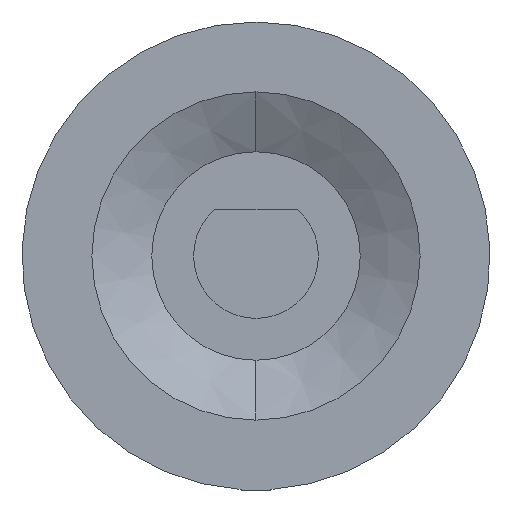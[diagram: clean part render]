
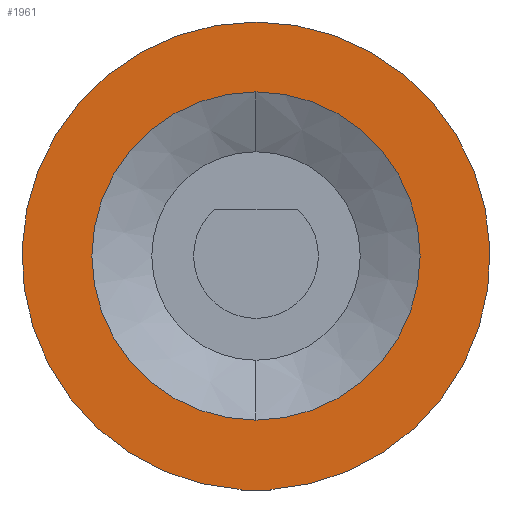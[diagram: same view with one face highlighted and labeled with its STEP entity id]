
A CAD part, front view. The second image highlights one B-rep face of the part: STEP entity #1961.
In plain terms, the highlighted planar face has unit normal (0, -1, 0).
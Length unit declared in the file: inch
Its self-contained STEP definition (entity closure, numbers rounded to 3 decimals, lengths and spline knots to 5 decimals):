
#1371 = EDGE_CURVE ( 'NONE', #1372, #1373, #2566, .T. ) ;
#1372 = VERTEX_POINT ( 'NONE', #2557 ) ;
#1373 = VERTEX_POINT ( 'NONE', #2556 ) ;
#1415 = EDGE_CURVE ( 'NONE', #1416, #1417, #2681, .T. ) ;
#1416 = VERTEX_POINT ( 'NONE', #2768 ) ;
#1417 = VERTEX_POINT ( 'NONE', #2767 ) ;
#1534 = ORIENTED_EDGE ( 'NONE', *, *, #1535, .F. ) ;
#1535 = EDGE_CURVE ( 'NONE', #1417, #1965, #2894, .T. ) ;
#1536 = ORIENTED_EDGE ( 'NONE', *, *, #1415, .F. ) ;
#1537 = ORIENTED_EDGE ( 'NONE', *, *, #1940, .T. ) ;
#1940 = EDGE_CURVE ( 'NONE', #1416, #1941, #4034, .T. ) ;
#1941 = VERTEX_POINT ( 'NONE', #4132 ) ;
#1942 = ORIENTED_EDGE ( 'NONE', *, *, #1943, .F. ) ;
#1943 = EDGE_CURVE ( 'NONE', #1966, #1941, #4130, .T. ) ;
#1944 = EDGE_LOOP ( 'NONE', ( #1945, #1946 ) ) ;
#1945 = ORIENTED_EDGE ( 'NONE', *, *, #1958, .T. ) ;
#1946 = ORIENTED_EDGE ( 'NONE', *, *, #1371, .T. ) ;
#1958 = EDGE_CURVE ( 'NONE', #1373, #1372, #4073, .T. ) ;
#1961 = ADVANCED_FACE ( 'NONE', ( #4069, #4068 ), #4195, .F. ) ;
#1962 = EDGE_LOOP ( 'NONE', ( #1963, #1534, #1536, #1537, #1942 ) ) ;
#1963 = ORIENTED_EDGE ( 'NONE', *, *, #1964, .F. ) ;
#1964 = EDGE_CURVE ( 'NONE', #1965, #1966, #4190, .T. ) ;
#1965 = VERTEX_POINT ( 'NONE', #4186 ) ;
#1966 = VERTEX_POINT ( 'NONE', #4185 ) ;
#2556 = CARTESIAN_POINT ( 'NONE',  ( 0., 0., 0.32875 ) ) ;
#2557 = CARTESIAN_POINT ( 'NONE',  ( 0., 0., -0.32875 ) ) ;
#2558 = DIRECTION ( 'NONE',  ( 0., 0., 1. ) ) ;
#2559 = DIRECTION ( 'NONE',  ( 0., 1., 0. ) ) ;
#2560 = CARTESIAN_POINT ( 'NONE',  ( 0., 0., 0. ) ) ;
#2561 = AXIS2_PLACEMENT_3D ( 'NONE', #2560, #2559, #2558 ) ;
#2566 = CIRCLE ( 'NONE', #2561, 0.32875 ) ;
#2681 = CIRCLE ( 'NONE', #2772, 0.46875 ) ;
#2767 = CARTESIAN_POINT ( 'NONE',  ( 0., 0., 0.46875 ) ) ;
#2768 = CARTESIAN_POINT ( 'NONE',  ( -0.03, 0., -0.46779 ) ) ;
#2769 = DIRECTION ( 'NONE',  ( 0., 0., 1. ) ) ;
#2770 = DIRECTION ( 'NONE',  ( 0., 1., 0. ) ) ;
#2771 = CARTESIAN_POINT ( 'NONE',  ( 0., 0., 0. ) ) ;
#2772 = AXIS2_PLACEMENT_3D ( 'NONE', #2771, #2770, #2769 ) ;
#2891 = DIRECTION ( 'NONE',  ( 0., 0., 1. ) ) ;
#2892 = DIRECTION ( 'NONE',  ( 0., 1., 0. ) ) ;
#2893 = AXIS2_PLACEMENT_3D ( 'NONE', #2899, #2892, #2891 ) ;
#2894 = CIRCLE ( 'NONE', #2893, 0.46875 ) ;
#2899 = CARTESIAN_POINT ( 'NONE',  ( 0., 0., 0. ) ) ;
#4031 = DIRECTION ( 'NONE',  ( 0., 0., -1. ) ) ;
#4032 = VECTOR ( 'NONE', #4031, 39.37008 ) ;
#4033 = CARTESIAN_POINT ( 'NONE',  ( -0.03, 0., -0.46875 ) ) ;
#4034 = LINE ( 'NONE', #4033, #4032 ) ;
#4068 = FACE_BOUND ( 'NONE', #1944, .T. ) ;
#4069 = FACE_OUTER_BOUND ( 'NONE', #1962, .T. ) ;
#4070 = DIRECTION ( 'NONE',  ( 0., 0., 1. ) ) ;
#4071 = DIRECTION ( 'NONE',  ( 0., 1., 0. ) ) ;
#4072 = AXIS2_PLACEMENT_3D ( 'NONE', #4079, #4071, #4070 ) ;
#4073 = CIRCLE ( 'NONE', #4072, 0.32875 ) ;
#4079 = CARTESIAN_POINT ( 'NONE',  ( 0., 0., 0. ) ) ;
#4127 = DIRECTION ( 'NONE',  ( -1., 0., 0. ) ) ;
#4128 = VECTOR ( 'NONE', #4127, 39.37008 ) ;
#4129 = CARTESIAN_POINT ( 'NONE',  ( 0.03, 0., -0.46875 ) ) ;
#4130 = LINE ( 'NONE', #4129, #4128 ) ;
#4132 = CARTESIAN_POINT ( 'NONE',  ( -0.03, 0., -0.46875 ) ) ;
#4185 = CARTESIAN_POINT ( 'NONE',  ( 0.03, 0., -0.46875 ) ) ;
#4186 = CARTESIAN_POINT ( 'NONE',  ( 0.03, 0., -0.46779 ) ) ;
#4187 = DIRECTION ( 'NONE',  ( 0., 0., -1. ) ) ;
#4188 = VECTOR ( 'NONE', #4187, 39.37008 ) ;
#4189 = CARTESIAN_POINT ( 'NONE',  ( 0.03, 0., -0.46875 ) ) ;
#4190 = LINE ( 'NONE', #4189, #4188 ) ;
#4191 = DIRECTION ( 'NONE',  ( 0., 0., 1. ) ) ;
#4192 = DIRECTION ( 'NONE',  ( 0., 1., 0. ) ) ;
#4193 = CARTESIAN_POINT ( 'NONE',  ( 0.32875, 0., 0. ) ) ;
#4194 = AXIS2_PLACEMENT_3D ( 'NONE', #4193, #4192, #4191 ) ;
#4195 = PLANE ( 'NONE',  #4194 ) ;
